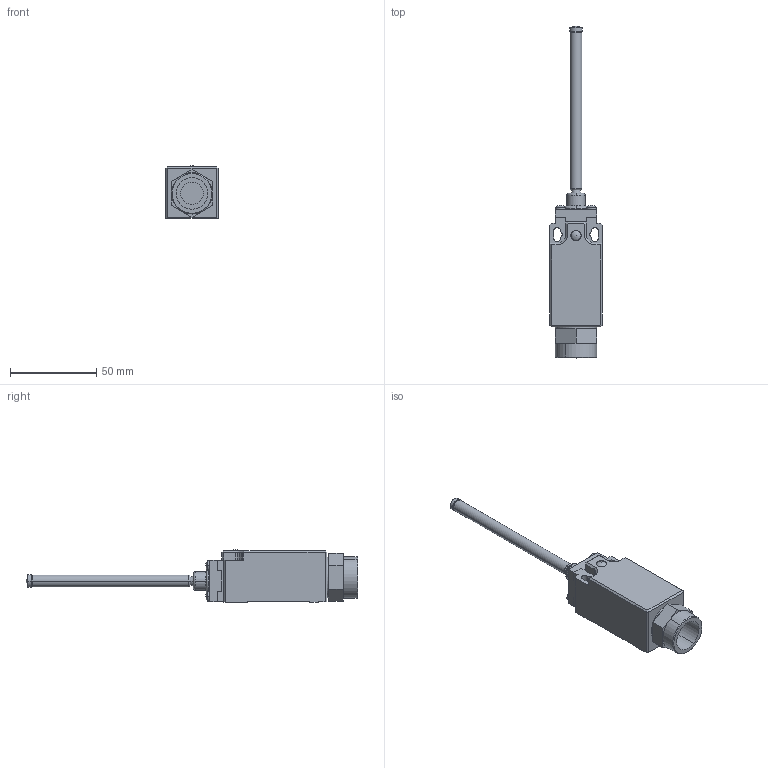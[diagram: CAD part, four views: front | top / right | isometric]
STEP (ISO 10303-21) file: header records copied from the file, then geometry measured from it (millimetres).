
FILE_DESCRIPTION (( 'STEP AP214' ), '1' );
FILE_NAME ('AAP2T93Z11.step', '2019-09-05T20:59:26', ( '' ), ( '' ), 'SwSTEP 2.0', 'SolidWorks 2018', '' );
FILE_SCHEMA (( 'AUTOMOTIVE_DESIGN' ));
Length unit declared in the file: inch
Products named in the file (1): AAP2T93Z11
Bounding box: 30.3 x 192.4 x 30.6 mm (x, y, z)
Volume: 64310.8 mm3; surface area: 19192.4 mm2
Topology: 5 solids, 5 shells, 206 faces, 499 edges, 314 vertices
Faces by surface type: plane 106, cylinder 61, cone 18, torus 12, sphere 9
Entity records: 6823 total; most frequent: DIRECTION 1087, CARTESIAN_POINT 1015, ORIENTED_EDGE 990, EDGE_CURVE 495, AXIS2_PLACEMENT_3D 385, VECTOR 317, LINE 317, VERTEX_POINT 313
